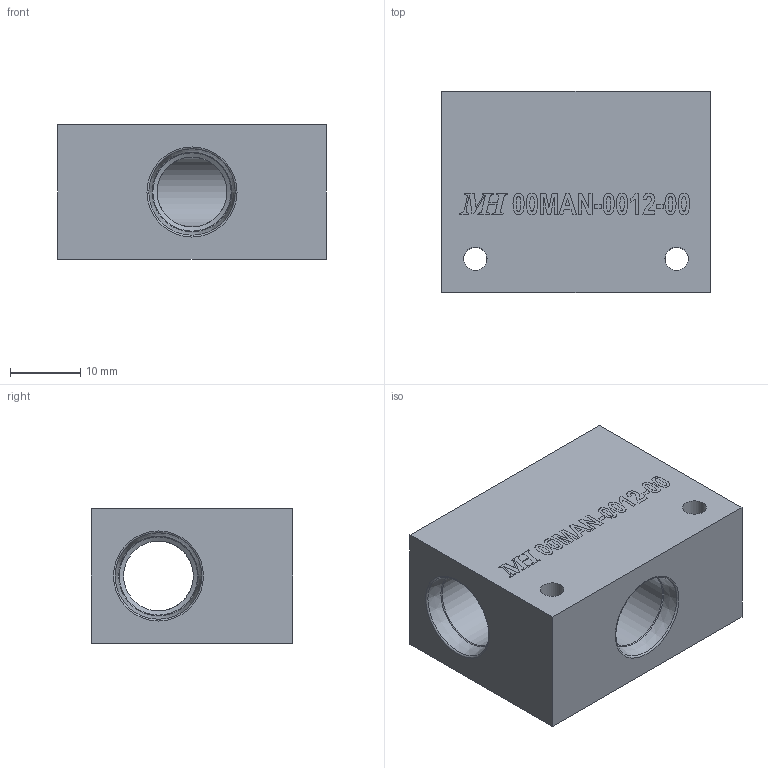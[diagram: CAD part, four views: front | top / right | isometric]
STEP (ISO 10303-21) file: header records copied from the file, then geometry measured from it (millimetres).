
FILE_DESCRIPTION(('STEP AP214'),'1');
FILE_NAME('00MAN-0012-00 (SAE-4 x -4 x- 4) Alum. TEE.stp','2021-02-06T01:25:00',(' '),(' '),'Spatial InterOp 3D',' ',' ');
FILE_SCHEMA(('AUTOMOTIVE_DESIGN { 1 0 10303 214 1 1 1 1 }'));
Length unit declared in the file: inch
Products named in the file (1): 00MAN-0012-00  (SAE-4  x -4  x- 4) Alum. TEE
Bounding box: 38.1 x 28.57 x 19.05 mm (x, y, z)
Volume: 15540.2 mm3; surface area: 6489.1 mm2
Topology: 1 solids, 1 shells, 630 faces, 1821 edges, 1213 vertices
Faces by surface type: plane 611, cone 9, cylinder 7, torus 3
Full cylindrical faces by diameter (mm): 3.302 x2, 9.906 x2, 11.112 x3
Entity records: 25140 total; most frequent: CARTESIAN_POINT 3619, ORIENTED_EDGE 3576, DIRECTION 3074, EDGE_CURVE 1788, LINE 1764, VECTOR 1764, VERTEX_POINT 1200, EDGE_LOOP 678
